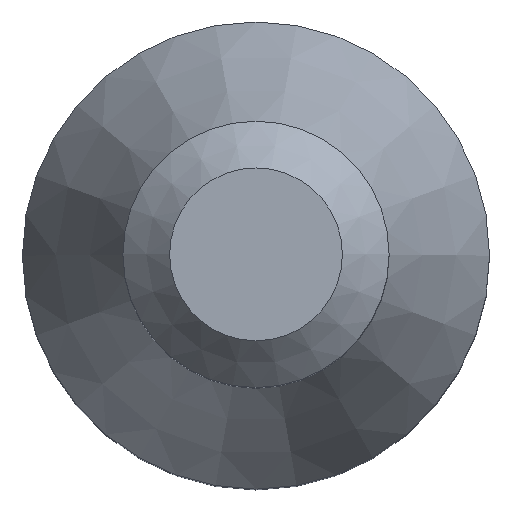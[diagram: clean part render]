
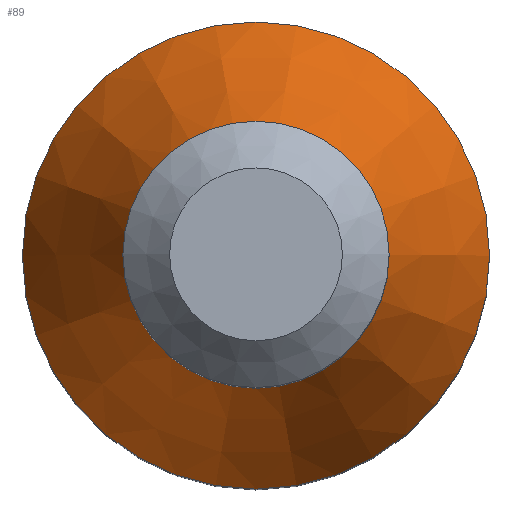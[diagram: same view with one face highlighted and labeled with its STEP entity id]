
A CAD part, top view. The second image highlights one B-rep face of the part: STEP entity #89.
In plain terms, the highlighted conical face has half-angle 24.228 degrees and reference radius 2.75 mm.
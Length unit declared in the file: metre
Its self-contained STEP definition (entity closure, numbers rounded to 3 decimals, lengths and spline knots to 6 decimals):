
#12=CONICAL_SURFACE('',#117,0.00275,0.423);
#27=ORIENTED_EDGE('',*,*,#34,.F.);
#28=ORIENTED_EDGE('',*,*,#33,.F.);
#33=EDGE_CURVE('',#40,#40,#47,.F.);
#34=EDGE_CURVE('',#41,#41,#48,.F.);
#40=VERTEX_POINT('',#159);
#41=VERTEX_POINT('',#162);
#47=CIRCLE('',#108,0.00285);
#48=CIRCLE('',#110,0.005);
#62=EDGE_LOOP('',(#27));
#63=EDGE_LOOP('',(#28));
#76=FACE_BOUND('',#62,.T.);
#77=FACE_BOUND('',#63,.T.);
#89=ADVANCED_FACE('',(#76,#77),#12,.T.);
#108=AXIS2_PLACEMENT_3D('',#158,#129,#130);
#110=AXIS2_PLACEMENT_3D('',#161,#133,#134);
#117=AXIS2_PLACEMENT_3D('',#172,#147,#148);
#129=DIRECTION('',(0.,0.,-1.));
#130=DIRECTION('',(-1.,0.,0.));
#133=DIRECTION('',(0.,0.,1.));
#134=DIRECTION('',(1.,0.,0.));
#147=DIRECTION('',(0.,0.,-1.));
#148=DIRECTION('',(-1.,0.,0.));
#158=CARTESIAN_POINT('',(0.,0.,-0.005222));
#159=CARTESIAN_POINT('',(-0.00285,0.,-0.005222));
#161=CARTESIAN_POINT('',(0.,0.,-0.01));
#162=CARTESIAN_POINT('',(0.005,0.,-0.01));
#172=CARTESIAN_POINT('',(0.,0.,-0.005));
